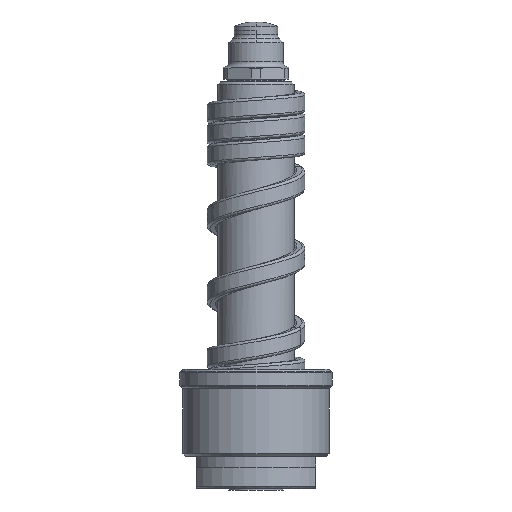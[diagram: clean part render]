
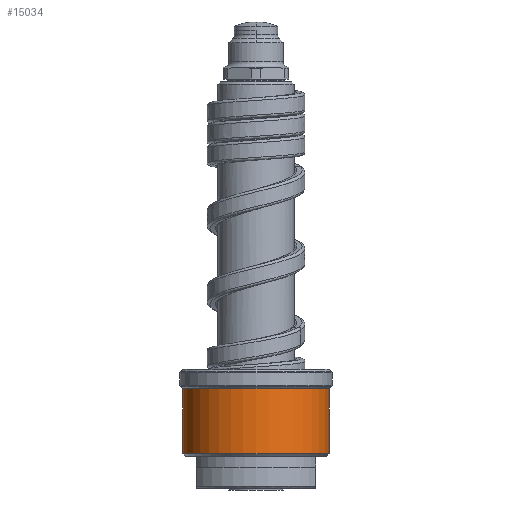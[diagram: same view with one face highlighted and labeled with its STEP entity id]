
A CAD part, front view. The second image highlights one B-rep face of the part: STEP entity #15034.
In plain terms, the highlighted cylindrical face has radius 13.5 mm (diameter 27 mm), a partial arc.
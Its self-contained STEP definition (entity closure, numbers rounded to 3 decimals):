
#4714=CARTESIAN_POINT('',(0.,0.,6.582));
#4715=DIRECTION('',(0.,0.,1.));
#4716=DIRECTION('',(-1.,0.,0.));
#4717=AXIS2_PLACEMENT_3D('',#4714,#4715,#4716);
#4719=DIRECTION('',(0.,0.,-1.));
#4720=VECTOR('',#4719,11.835);
#4721=CARTESIAN_POINT('',(-13.5,0.,18.417));
#4722=LINE('',#4721,#4720);
#4723=CARTESIAN_POINT('',(0.,0.,18.417));
#4724=DIRECTION('',(0.,0.,1.));
#4725=DIRECTION('',(-1.,0.,0.));
#4726=AXIS2_PLACEMENT_3D('',#4723,#4724,#4725);
#4728=DIRECTION('',(0.,0.,-1.));
#4729=VECTOR('',#4728,11.835);
#4730=CARTESIAN_POINT('',(13.5,0.,18.417));
#4731=LINE('',#4730,#4729);
#6823=CARTESIAN_POINT('',(13.5,0.,18.417));
#6824=CARTESIAN_POINT('',(-13.5,0.,18.417));
#6825=VERTEX_POINT('',#6823);
#6826=VERTEX_POINT('',#6824);
#6849=CARTESIAN_POINT('',(13.5,0.,6.582));
#6850=VERTEX_POINT('',#6849);
#6851=CARTESIAN_POINT('',(-13.5,0.,6.582));
#6852=VERTEX_POINT('',#6851);
#15022=CARTESIAN_POINT('',(0.,0.,5.2));
#15023=DIRECTION('',(0.,0.,1.));
#15024=DIRECTION('',(-1.,0.,0.));
#15025=AXIS2_PLACEMENT_3D('',#15022,#15023,#15024);
#15026=CYLINDRICAL_SURFACE('',#15025,13.5);
#15027=ORIENTED_EDGE('',*,*,#14979,.F.);
#15028=ORIENTED_EDGE('',*,*,#15013,.F.);
#15030=ORIENTED_EDGE('',*,*,#15029,.T.);
#15031=ORIENTED_EDGE('',*,*,#15009,.T.);
#15032=EDGE_LOOP('',(#15027,#15028,#15030,#15031));
#15033=FACE_OUTER_BOUND('',#15032,.F.);
#4718=CIRCLE('',#4717,13.5);
#4727=CIRCLE('',#4726,13.5);
#14979=EDGE_CURVE('',#6852,#6850,#4718,.T.);
#15009=EDGE_CURVE('',#6825,#6850,#4731,.T.);
#15013=EDGE_CURVE('',#6826,#6852,#4722,.T.);
#15029=EDGE_CURVE('',#6826,#6825,#4727,.T.);
#15034=ADVANCED_FACE('',(#15033),#15026,.T.);
